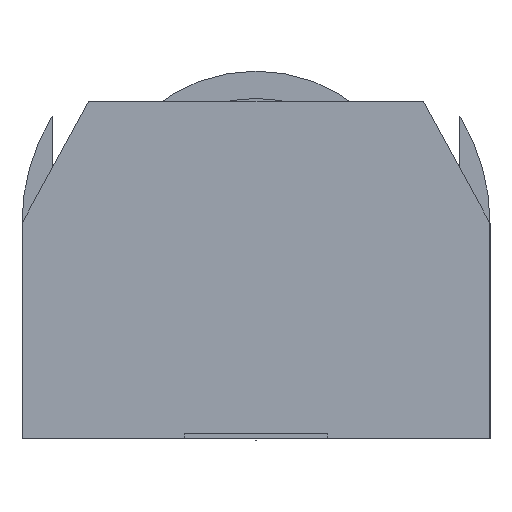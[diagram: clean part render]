
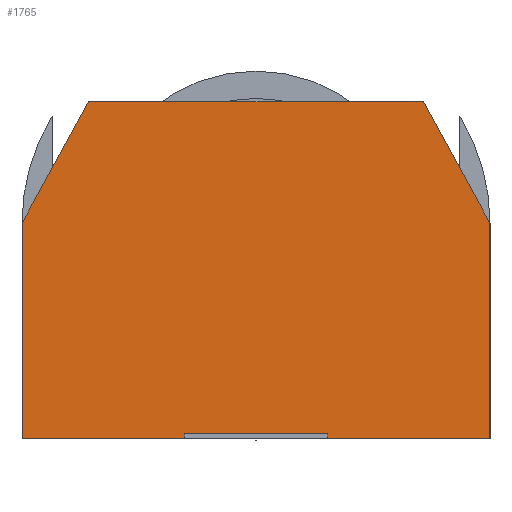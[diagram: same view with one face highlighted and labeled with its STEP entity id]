
A CAD part, left-side view. The second image highlights one B-rep face of the part: STEP entity #1765.
In plain terms, the highlighted planar face has unit normal (-1, 0, 0).
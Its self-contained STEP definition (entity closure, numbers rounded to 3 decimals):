
#73=PLANE('',#1914);
#169=FACE_OUTER_BOUND('',#285,.T.);
#285=EDGE_LOOP('',(#1317,#1318,#1319,#1320,#1321,#1322,#1323,#1324));
#403=LINE('',#2684,#587);
#404=LINE('',#2686,#588);
#405=LINE('',#2688,#589);
#406=LINE('',#2690,#590);
#407=LINE('',#2692,#591);
#408=LINE('',#2694,#592);
#409=LINE('',#2696,#593);
#410=LINE('',#2697,#594);
#587=VECTOR('',#2171,1.);
#588=VECTOR('',#2172,1.);
#589=VECTOR('',#2173,1.);
#590=VECTOR('',#2174,1.);
#591=VECTOR('',#2175,1.);
#592=VECTOR('',#2176,1.);
#593=VECTOR('',#2177,1.);
#594=VECTOR('',#2178,1.);
#835=VERTEX_POINT('',#2682);
#836=VERTEX_POINT('',#2683);
#837=VERTEX_POINT('',#2685);
#838=VERTEX_POINT('',#2687);
#839=VERTEX_POINT('',#2689);
#840=VERTEX_POINT('',#2691);
#841=VERTEX_POINT('',#2693);
#842=VERTEX_POINT('',#2695);
#1017=EDGE_CURVE('',#835,#836,#403,.T.);
#1018=EDGE_CURVE('',#835,#837,#404,.T.);
#1019=EDGE_CURVE('',#837,#838,#405,.T.);
#1020=EDGE_CURVE('',#839,#838,#406,.T.);
#1021=EDGE_CURVE('',#839,#840,#407,.T.);
#1022=EDGE_CURVE('',#840,#841,#408,.T.);
#1023=EDGE_CURVE('',#841,#842,#409,.T.);
#1024=EDGE_CURVE('',#836,#842,#410,.T.);
#1317=ORIENTED_EDGE('',*,*,#1017,.F.);
#1318=ORIENTED_EDGE('',*,*,#1018,.T.);
#1319=ORIENTED_EDGE('',*,*,#1019,.T.);
#1320=ORIENTED_EDGE('',*,*,#1020,.F.);
#1321=ORIENTED_EDGE('',*,*,#1021,.T.);
#1322=ORIENTED_EDGE('',*,*,#1022,.T.);
#1323=ORIENTED_EDGE('',*,*,#1023,.T.);
#1324=ORIENTED_EDGE('',*,*,#1024,.F.);
#1765=ADVANCED_FACE('',(#169),#73,.T.);
#1914=AXIS2_PLACEMENT_3D('',#2681,#2169,#2170);
#2169=DIRECTION('center_axis',(-1.,0.,0.));
#2170=DIRECTION('ref_axis',(0.,0.,-1.));
#2171=DIRECTION('',(0.,0.,1.));
#2172=DIRECTION('',(0.,-1.,0.));
#2173=DIRECTION('',(0.,0.,1.));
#2174=DIRECTION('',(0.,-1.,0.));
#2175=DIRECTION('',(0.,0.481,0.877));
#2176=DIRECTION('',(0.,1.,0.));
#2177=DIRECTION('',(0.,0.481,-0.877));
#2178=DIRECTION('',(0.,-1.,0.));
#2681=CARTESIAN_POINT('Origin',(-38.525,0.,8.36));
#2682=CARTESIAN_POINT('',(-38.525,10.325,0.1));
#2683=CARTESIAN_POINT('',(-38.525,10.325,9.6));
#2684=CARTESIAN_POINT('',(-38.525,10.325,0.1));
#2685=CARTESIAN_POINT('',(-38.525,-10.325,0.1));
#2686=CARTESIAN_POINT('',(-38.525,10.325,0.1));
#2687=CARTESIAN_POINT('',(-38.525,-10.325,9.6));
#2688=CARTESIAN_POINT('',(-38.525,-10.325,0.1));
#2689=CARTESIAN_POINT('',(-38.525,-10.322,9.6));
#2690=CARTESIAN_POINT('',(-38.525,10.325,9.6));
#2691=CARTESIAN_POINT('',(-38.525,-7.385,14.95));
#2692=CARTESIAN_POINT('',(-38.525,-6.664,16.264));
#2693=CARTESIAN_POINT('',(-38.525,7.385,14.95));
#2694=CARTESIAN_POINT('',(-38.525,0.,14.95));
#2695=CARTESIAN_POINT('',(-38.525,10.322,9.6));
#2696=CARTESIAN_POINT('',(-38.525,9.054,11.909));
#2697=CARTESIAN_POINT('',(-38.525,10.325,9.6));
